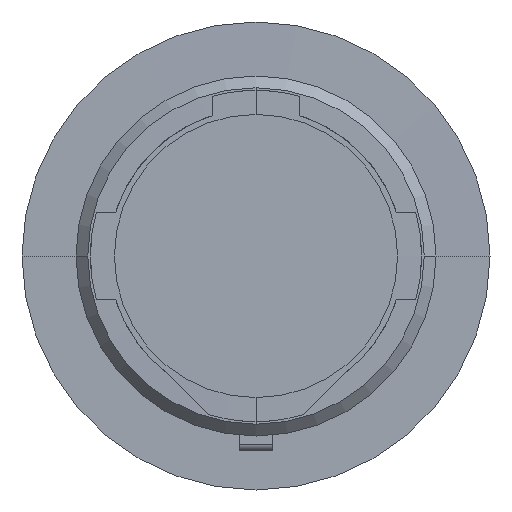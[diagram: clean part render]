
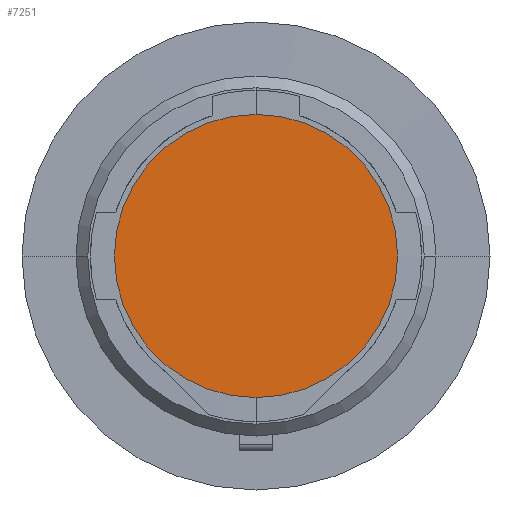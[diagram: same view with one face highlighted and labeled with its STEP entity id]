
A CAD part, front view. The second image highlights one B-rep face of the part: STEP entity #7251.
In plain terms, the highlighted planar face has unit normal (0, -1, 0).
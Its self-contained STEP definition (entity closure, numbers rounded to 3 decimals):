
#2597=CARTESIAN_POINT('',(0.,0.,0.));
#2598=DIRECTION('',(0.,-1.,0.));
#2599=DIRECTION('',(-1.,0.,0.));
#2600=AXIS2_PLACEMENT_3D('',#2597,#2598,#2599);
#2605=CARTESIAN_POINT('',(0.,0.,0.));
#2606=DIRECTION('',(0.,1.,0.));
#2607=DIRECTION('',(-1.,0.,0.));
#2608=AXIS2_PLACEMENT_3D('',#2605,#2606,#2607);
#4558=CARTESIAN_POINT('',(-11.8,0.,0.));
#4559=CARTESIAN_POINT('',(11.8,0.,0.));
#4560=VERTEX_POINT('',#4558);
#4561=VERTEX_POINT('',#4559);
#7242=CARTESIAN_POINT('',(0.,0.,0.));
#7243=DIRECTION('',(0.,-1.,0.));
#7244=DIRECTION('',(-1.,0.,0.));
#7245=AXIS2_PLACEMENT_3D('',#7242,#7243,#7244);
#7246=PLANE('',#7245);
#7247=ORIENTED_EDGE('',*,*,#7191,.F.);
#7248=ORIENTED_EDGE('',*,*,#7236,.T.);
#7249=EDGE_LOOP('',(#7247,#7248));
#7250=FACE_OUTER_BOUND('',#7249,.F.);
#7251=ADVANCED_FACE('',(#7250),#7246,.T.);
#2601=CIRCLE('',#2600,11.8);
#2609=CIRCLE('',#2608,11.8);
#7191=EDGE_CURVE('',#4560,#4561,#2601,.T.);
#7236=EDGE_CURVE('',#4560,#4561,#2609,.T.);
